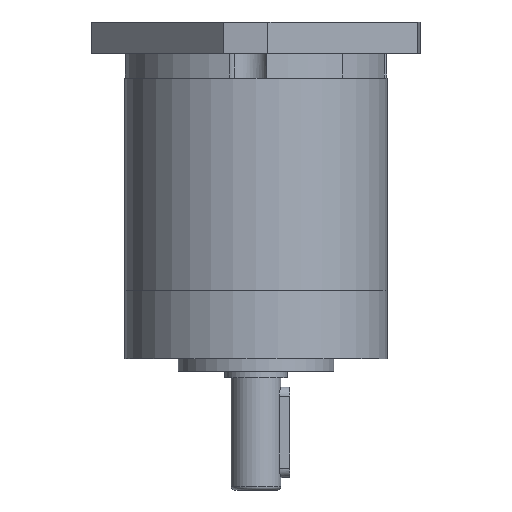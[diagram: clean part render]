
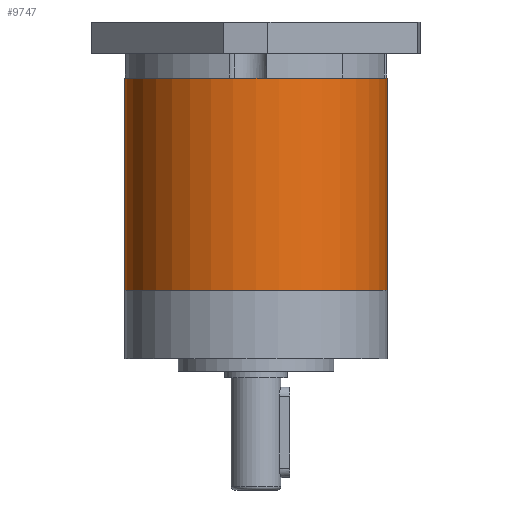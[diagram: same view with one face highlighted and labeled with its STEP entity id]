
A CAD part, front view. The second image highlights one B-rep face of the part: STEP entity #9747.
In plain terms, the highlighted cylindrical face has radius 21 mm (diameter 42 mm), a partial arc.
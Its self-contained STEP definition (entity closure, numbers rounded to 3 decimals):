
#4 = DIRECTION ( 'NONE',  ( 0., 0., 1. ) ) ;
#1143 = VERTEX_POINT ( 'NONE', #19071 ) ;
#1210 = EDGE_CURVE ( 'NONE', #8268, #2769, #8439, .T. ) ;
#1545 = DIRECTION ( 'NONE',  ( 0., 0., -1. ) ) ;
#1681 = DIRECTION ( 'NONE',  ( 1., 0., 0. ) ) ;
#2100 = AXIS2_PLACEMENT_3D ( 'NONE', #6408, #14481, #2321 ) ;
#2129 = EDGE_CURVE ( 'NONE', #1143, #2769, #6568, .T. ) ;
#2321 = DIRECTION ( 'NONE',  ( 1., 0., 0. ) ) ;
#2412 = CARTESIAN_POINT ( 'NONE',  ( -21., 0., 34. ) ) ;
#2769 = VERTEX_POINT ( 'NONE', #3112 ) ;
#3112 = CARTESIAN_POINT ( 'NONE',  ( 21., 0., 0. ) ) ;
#3978 = LINE ( 'NONE', #2412, #20078 ) ;
#4828 = EDGE_LOOP ( 'NONE', ( #9550, #17126, #14984, #17713 ) ) ;
#6324 = CARTESIAN_POINT ( 'NONE',  ( -21., 0., 0. ) ) ;
#6408 = CARTESIAN_POINT ( 'NONE',  ( 0., 0., 34. ) ) ;
#6561 = FACE_OUTER_BOUND ( 'NONE', #4828, .T. ) ;
#6568 = LINE ( 'NONE', #14650, #15611 ) ;
#8268 = VERTEX_POINT ( 'NONE', #6324 ) ;
#8428 = DIRECTION ( 'NONE',  ( 0., 0., -1. ) ) ;
#8439 = CIRCLE ( 'NONE', #14832, 21. ) ;
#8594 = VERTEX_POINT ( 'NONE', #8876 ) ;
#8593 = EDGE_CURVE ( 'NONE', #8594, #8268, #3978, .T. ) ;
#8668 = DIRECTION ( 'NONE',  ( 0., 0., -1. ) ) ;
#8876 = CARTESIAN_POINT ( 'NONE',  ( -21., 0., 34. ) ) ;
#9201 = CARTESIAN_POINT ( 'NONE',  ( 0., 0., 0. ) ) ;
#9550 = ORIENTED_EDGE ( 'NONE', *, *, #2129, .F. ) ;
#9747 = ADVANCED_FACE ( 'NONE', ( #6561 ), #12751, .T. ) ;
#12751 = CYLINDRICAL_SURFACE ( 'NONE', #12836, 21. ) ;
#12825 = EDGE_CURVE ( 'NONE', #8594, #1143, #18490, .T. ) ;
#12836 = AXIS2_PLACEMENT_3D ( 'NONE', #19038, #1545, #19147 ) ;
#14481 = DIRECTION ( 'NONE',  ( 0., 0., 1. ) ) ;
#14650 = CARTESIAN_POINT ( 'NONE',  ( 21., 0., 34. ) ) ;
#14832 = AXIS2_PLACEMENT_3D ( 'NONE', #9201, #4, #1681 ) ;
#14984 = ORIENTED_EDGE ( 'NONE', *, *, #8593, .T. ) ;
#15611 = VECTOR ( 'NONE', #8428, 1000. ) ;
#17126 = ORIENTED_EDGE ( 'NONE', *, *, #12825, .F. ) ;
#17713 = ORIENTED_EDGE ( 'NONE', *, *, #1210, .T. ) ;
#18490 = CIRCLE ( 'NONE', #2100, 21. ) ;
#19038 = CARTESIAN_POINT ( 'NONE',  ( 0., 0., 34. ) ) ;
#19071 = CARTESIAN_POINT ( 'NONE',  ( 21., 0., 34. ) ) ;
#19147 = DIRECTION ( 'NONE',  ( -1., 0., 0. ) ) ;
#20078 = VECTOR ( 'NONE', #8668, 1000. ) ;
